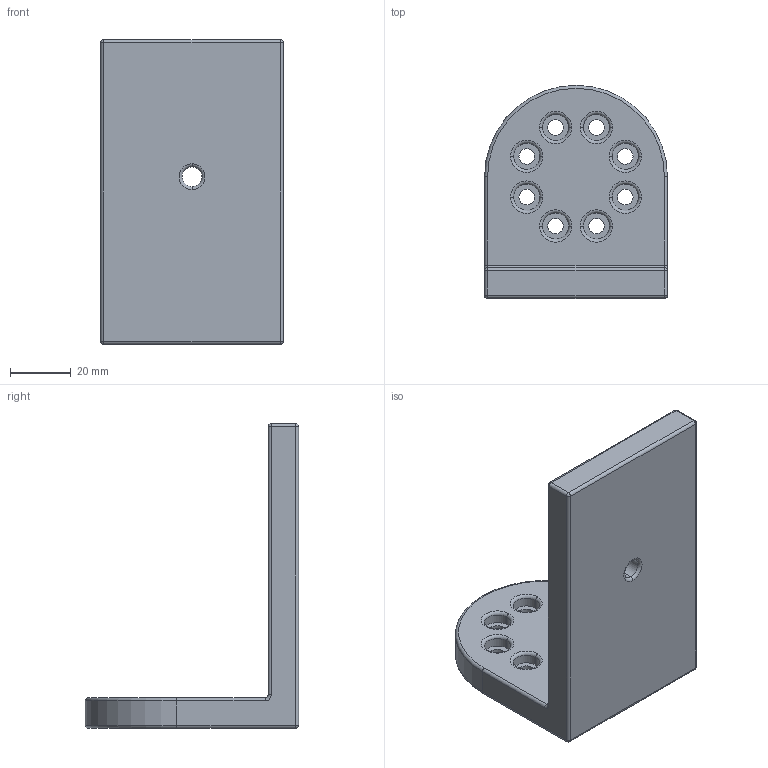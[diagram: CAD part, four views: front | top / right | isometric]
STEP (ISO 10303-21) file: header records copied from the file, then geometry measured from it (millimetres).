
FILE_DESCRIPTION (( 'STEP AP214' ), '1' );
FILE_NAME ('camera bracket.STEP', '2024-10-19T19:28:18', ( '' ), ( '' ), 'SwSTEP 2.0', 'SolidWorks 2023', '' );
FILE_SCHEMA (( 'AUTOMOTIVE_DESIGN' ));
Length unit declared in the file: millimetre
Products named in the file (1): camera bracket
Bounding box: 60 x 70 x 100 mm (x, y, z)
Volume: 88371.7 mm3; surface area: 23508 mm2
Topology: 1 solids, 1 shells, 113 faces, 250 edges, 142 vertices
Faces by surface type: cylinder 51, torus 40, plane 16, sphere 6
Entity records: 3159 total; most frequent: DIRECTION 650, CARTESIAN_POINT 500, ORIENTED_EDGE 488, AXIS2_PLACEMENT_3D 292, EDGE_CURVE 244, CIRCLE 178, VERTEX_POINT 142, EDGE_LOOP 140
